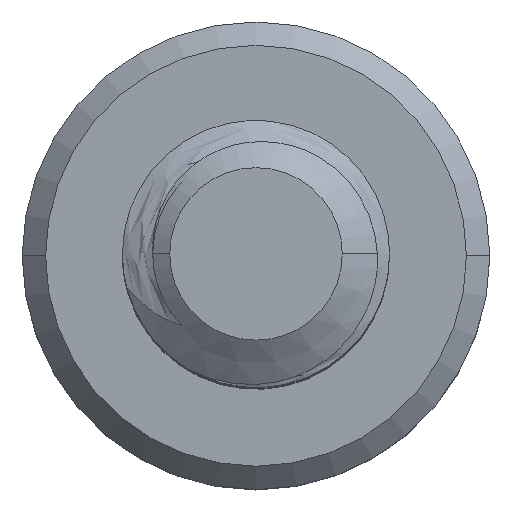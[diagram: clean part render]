
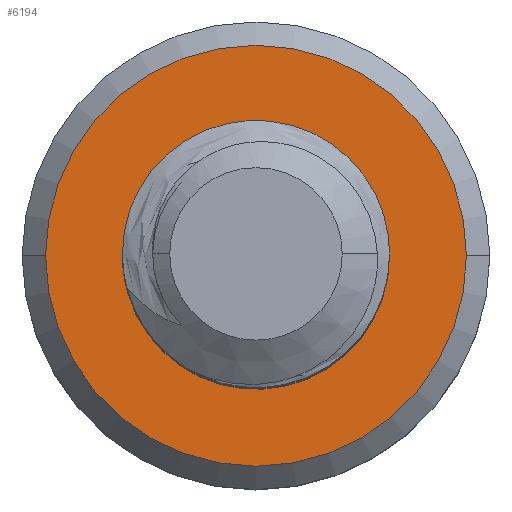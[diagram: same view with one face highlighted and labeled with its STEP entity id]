
A CAD part, top view. The second image highlights one B-rep face of the part: STEP entity #6194.
In plain terms, the highlighted planar face has unit normal (0, 0, 1).
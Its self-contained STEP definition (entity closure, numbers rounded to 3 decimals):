
#31 = AXIS2_PLACEMENT_3D ( 'NONE', #5515, #2683, #6014 ) ;
#40 = DIRECTION ( 'NONE',  ( -1., 0., 0. ) ) ;
#129 = CARTESIAN_POINT ( 'NONE',  ( 0., 0., -16. ) ) ;
#172 = CARTESIAN_POINT ( 'NONE',  ( -1.636, -1.012, -16. ) ) ;
#231 = CARTESIAN_POINT ( 'NONE',  ( 0., 0., -16. ) ) ;
#380 = CARTESIAN_POINT ( 'NONE',  ( -0.825, 1.734, -16. ) ) ;
#400 = CARTESIAN_POINT ( 'NONE',  ( 1.536, 0.166, -16. ) ) ;
#404 = ORIENTED_EDGE ( 'NONE', *, *, #4830, .F. ) ;
#425 = CARTESIAN_POINT ( 'NONE',  ( 0., 0., -16. ) ) ;
#500 = EDGE_CURVE ( 'NONE', #1001, #3554, #3920, .T. ) ;
#530 = AXIS2_PLACEMENT_3D ( 'NONE', #425, #3789, #897 ) ;
#592 = DIRECTION ( 'NONE',  ( 1., 0., 0. ) ) ;
#614 = CARTESIAN_POINT ( 'NONE',  ( 0.991, -1.254, -16. ) ) ;
#641 = CARTESIAN_POINT ( 'NONE',  ( -1.893, -0.553, -16. ) ) ;
#703 = DIRECTION ( 'NONE',  ( 1., 0., 0. ) ) ;
#752 = VERTEX_POINT ( 'NONE', #5739 ) ;
#861 = CARTESIAN_POINT ( 'NONE',  ( -0.31, 1.839, -16. ) ) ;
#897 = DIRECTION ( 'NONE',  ( -1., 0., 0. ) ) ;
#926 = AXIS2_PLACEMENT_3D ( 'NONE', #231, #3596, #703 ) ;
#1001 = VERTEX_POINT ( 'NONE', #5466 ) ;
#1093 = CARTESIAN_POINT ( 'NONE',  ( 0.566, -1.563, -16. ) ) ;
#1116 = CARTESIAN_POINT ( 'NONE',  ( -1.988, -0.214, -16. ) ) ;
#1166 = CIRCLE ( 'NONE', #1971, 1.545 ) ;
#1264 = VERTEX_POINT ( 'NONE', #1545 ) ;
#1330 = CARTESIAN_POINT ( 'NONE',  ( 0.213, 1.802, -16. ) ) ;
#1390 = AXIS2_PLACEMENT_3D ( 'NONE', #4670, #1824, #5156 ) ;
#1545 = CARTESIAN_POINT ( 'NONE',  ( -1.553, 1.261, -16. ) ) ;
#1572 = CARTESIAN_POINT ( 'NONE',  ( 0.064, -1.719, -16. ) ) ;
#1702 = AXIS2_PLACEMENT_3D ( 'NONE', #2406, #2911, #40 ) ;
#1730 = VERTEX_POINT ( 'NONE', #4806 ) ;
#1811 = CARTESIAN_POINT ( 'NONE',  ( 0.7, 1.612, -16. ) ) ;
#1824 = DIRECTION ( 'NONE',  ( 0., 0., 1. ) ) ;
#1890 = VERTEX_POINT ( 'NONE', #2587 ) ;
#1971 = AXIS2_PLACEMENT_3D ( 'NONE', #2301, #5633, #2804 ) ;
#2038 = EDGE_LOOP ( 'NONE', ( #404, #3306, #5293, #5977, #5823, #5153 ) ) ;
#2066 = CARTESIAN_POINT ( 'NONE',  ( -0.462, -1.715, -16. ) ) ;
#2181 = EDGE_CURVE ( 'NONE', #1890, #4990, #4363, .T. ) ;
#2292 = CARTESIAN_POINT ( 'NONE',  ( 1.109, 1.284, -16. ) ) ;
#2301 = CARTESIAN_POINT ( 'NONE',  ( 0., 0., -16. ) ) ;
#2382 = PLANE ( 'NONE',  #1702 ) ;
#2406 = CARTESIAN_POINT ( 'NONE',  ( 0., 0., -16. ) ) ;
#2531 = CARTESIAN_POINT ( 'NONE',  ( 1.106, -1.124, -16. ) ) ;
#2548 = CARTESIAN_POINT ( 'NONE',  ( -0.964, -1.56, -16. ) ) ;
#2587 = CARTESIAN_POINT ( 'NONE',  ( -2., 0., -16. ) ) ;
#2683 = DIRECTION ( 'NONE',  ( 0., 0., 1. ) ) ;
#2771 = CARTESIAN_POINT ( 'NONE',  ( -1.553, 1.261, -16. ) ) ;
#2796 = CARTESIAN_POINT ( 'NONE',  ( 1.401, 0.849, -16. ) ) ;
#2804 = DIRECTION ( 'NONE',  ( 1., 0., 0. ) ) ;
#2879 = ORIENTED_EDGE ( 'NONE', *, *, #3097, .T. ) ;
#2911 = DIRECTION ( 'NONE',  ( 0., 0., -1. ) ) ;
#3052 = CARTESIAN_POINT ( 'NONE',  ( -1.401, -1.268, -16. ) ) ;
#3097 = EDGE_CURVE ( 'NONE', #3554, #1001, #3138, .T. ) ;
#3115 = EDGE_LOOP ( 'NONE', ( #5854, #2879 ) ) ;
#3129 = FACE_BOUND ( 'NONE', #2038, .T. ) ;
#3138 = CIRCLE ( 'NONE', #530, 3.15 ) ;
#3159 = B_SPLINE_CURVE_WITH_KNOTS ( 'NONE', 3,
 ( #2771, #5606, #6102, #3268, #380, #3747, #861, #4208, #1330, #4662, #1811, #5143, #2292, #5625, #2796, #6117, #3286, #400 ),
 .UNSPECIFIED., .F., .F.,
 ( 4, 2, 2, 2, 2, 2, 2, 2, 4 ),
 ( 0., 0.001, 0.001, 0.002, 0.002, 0.003, 0.003, 0.004, 0.004 ),
 .UNSPECIFIED. ) ;
#3268 = CARTESIAN_POINT ( 'NONE',  ( -0.988, 1.668, -16. ) ) ;
#3286 = CARTESIAN_POINT ( 'NONE',  ( 1.54, 0.342, -16. ) ) ;
#3306 = ORIENTED_EDGE ( 'NONE', *, *, #4407, .T. ) ;
#3495 = DIRECTION ( 'NONE',  ( 0., 0., 1. ) ) ;
#3536 = CARTESIAN_POINT ( 'NONE',  ( -1.736, -0.864, -16. ) ) ;
#3554 = VERTEX_POINT ( 'NONE', #3900 ) ;
#3596 = DIRECTION ( 'NONE',  ( 0., 0., -1. ) ) ;
#3679 = EDGE_CURVE ( 'NONE', #5167, #752, #3869, .T. ) ;
#3747 = CARTESIAN_POINT ( 'NONE',  ( -0.487, 1.819, -16. ) ) ;
#3789 = DIRECTION ( 'NONE',  ( 0., 0., 1. ) ) ;
#3869 = CIRCLE ( 'NONE', #926, 1.545 ) ;
#3900 = CARTESIAN_POINT ( 'NONE',  ( 3.15, 0., -16. ) ) ;
#3908 = B_SPLINE_CURVE_WITH_KNOTS ( 'NONE', 3,
 ( #5864, #2531, #614, #3984, #1093, #4436, #1572, #4904, #2066, #5387, #2548, #5880, #3052, #172, #3536, #641, #4010, #1116 ),
 .UNSPECIFIED., .F., .F.,
 ( 4, 2, 2, 2, 2, 2, 2, 2, 4 ),
 ( 0., 0.001, 0.001, 0.002, 0.002, 0.003, 0.003, 0.004, 0.004 ),
 .UNSPECIFIED. ) ;
#3920 = CIRCLE ( 'NONE', #1390, 3.15 ) ;
#3984 = CARTESIAN_POINT ( 'NONE',  ( 0.717, -1.477, -16. ) ) ;
#4010 = CARTESIAN_POINT ( 'NONE',  ( -1.952, -0.387, -16. ) ) ;
#4026 = CIRCLE ( 'NONE', #31, 2. ) ;
#4157 = EDGE_CURVE ( 'NONE', #1730, #5167, #1166, .T. ) ;
#4208 = CARTESIAN_POINT ( 'NONE',  ( 0.037, 1.831, -16. ) ) ;
#4363 = CIRCLE ( 'NONE', #4972, 2. ) ;
#4407 = EDGE_CURVE ( 'NONE', #1264, #1730, #3159, .T. ) ;
#4436 = CARTESIAN_POINT ( 'NONE',  ( 0.236, -1.687, -16. ) ) ;
#4514 = FACE_OUTER_BOUND ( 'NONE', #3115, .T. ) ;
#4616 = CARTESIAN_POINT ( 'NONE',  ( 1.545, 0., -16. ) ) ;
#4662 = CARTESIAN_POINT ( 'NONE',  ( 0.543, 1.692, -16. ) ) ;
#4670 = CARTESIAN_POINT ( 'NONE',  ( 0., 0., -16. ) ) ;
#4806 = CARTESIAN_POINT ( 'NONE',  ( 1.536, 0.166, -16. ) ) ;
#4830 = EDGE_CURVE ( 'NONE', #1264, #1890, #4026, .T. ) ;
#4904 = CARTESIAN_POINT ( 'NONE',  ( -0.287, -1.733, -16. ) ) ;
#4972 = AXIS2_PLACEMENT_3D ( 'NONE', #129, #3495, #592 ) ;
#4990 = VERTEX_POINT ( 'NONE', #5905 ) ;
#5143 = CARTESIAN_POINT ( 'NONE',  ( 0.984, 1.407, -16. ) ) ;
#5153 = ORIENTED_EDGE ( 'NONE', *, *, #2181, .F. ) ;
#5156 = DIRECTION ( 'NONE',  ( -1., 0., 0. ) ) ;
#5167 = VERTEX_POINT ( 'NONE', #4616 ) ;
#5293 = ORIENTED_EDGE ( 'NONE', *, *, #4157, .T. ) ;
#5387 = CARTESIAN_POINT ( 'NONE',  ( -0.801, -1.628, -16. ) ) ;
#5466 = CARTESIAN_POINT ( 'NONE',  ( -3.15, 0., -16. ) ) ;
#5515 = CARTESIAN_POINT ( 'NONE',  ( 0., 0., -16. ) ) ;
#5606 = CARTESIAN_POINT ( 'NONE',  ( -1.429, 1.386, -16. ) ) ;
#5625 = CARTESIAN_POINT ( 'NONE',  ( 1.319, 1.002, -16. ) ) ;
#5633 = DIRECTION ( 'NONE',  ( 0., 0., -1. ) ) ;
#5724 = EDGE_CURVE ( 'NONE', #752, #4990, #3908, .T. ) ;
#5739 = CARTESIAN_POINT ( 'NONE',  ( 1.2, -0.974, -16. ) ) ;
#5823 = ORIENTED_EDGE ( 'NONE', *, *, #5724, .T. ) ;
#5854 = ORIENTED_EDGE ( 'NONE', *, *, #500, .T. ) ;
#5864 = CARTESIAN_POINT ( 'NONE',  ( 1.2, -0.974, -16. ) ) ;
#5880 = CARTESIAN_POINT ( 'NONE',  ( -1.263, -1.381, -16. ) ) ;
#5905 = CARTESIAN_POINT ( 'NONE',  ( -1.988, -0.214, -16. ) ) ;
#5977 = ORIENTED_EDGE ( 'NONE', *, *, #3679, .T. ) ;
#6014 = DIRECTION ( 'NONE',  ( 1., 0., 0. ) ) ;
#6102 = CARTESIAN_POINT ( 'NONE',  ( -1.291, 1.493, -16. ) ) ;
#6117 = CARTESIAN_POINT ( 'NONE',  ( 1.514, 0.515, -16. ) ) ;
#6194 = ADVANCED_FACE ( 'NONE', ( #4514, #3129 ), #2382, .F. ) ;
